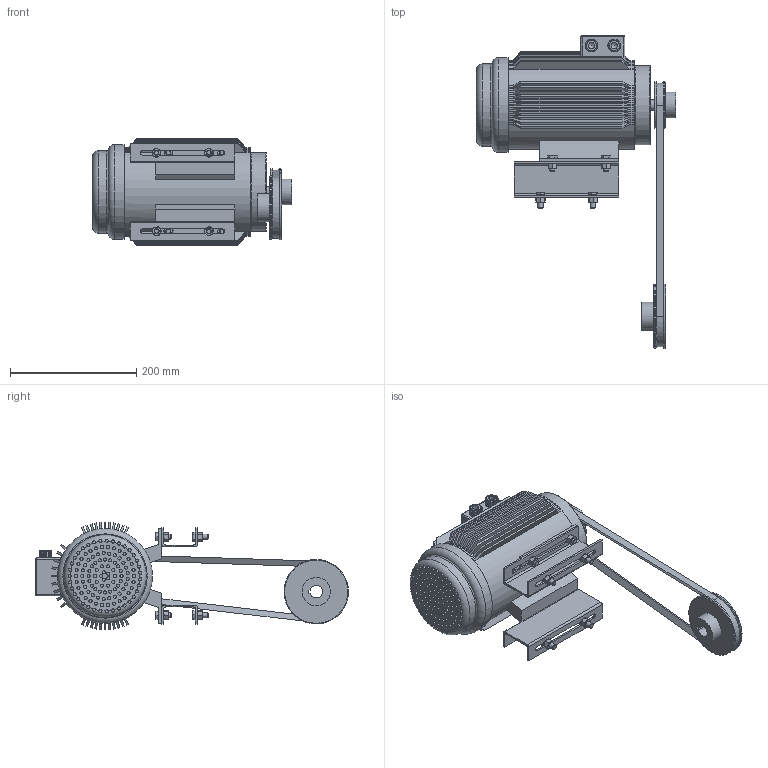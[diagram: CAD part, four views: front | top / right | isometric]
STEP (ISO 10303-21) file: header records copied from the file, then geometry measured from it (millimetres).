
FILE_DESCRIPTION(/* description */ ('STEP AP242','CAx-IF Rec.Pracs.---Representation and Presentation of Product Manufacturing Information (PMI)---4.0---2014-10-13','CAx-IF Rec.Pracs.---3D Tessellated Geometry---0.4---2014-09-14','2;1'),/* implementation_level */ '2;1');
FILE_NAME(/* name */ '67560830aebe490a25a8c823',/* time_stamp */ '2024-12-08T20:57:22Z',/* author */ (''),/* organization */ (''),/* preprocessor_version */ 'ST-DEVELOPER v20',/* originating_system */ 'ONSHAPE BY PTC INC, 1.190',/* authorisation */ ' ');
FILE_SCHEMA (('AP242_MANAGED_MODEL_BASED_3D_ENGINEERING_MIM_LF { 1 0 10303 442 1 1 4 }'));
Length unit declared in the file: metre
Products named in the file (9): Actuator Motor KD-300; hex screw gradeab_iso_ISO 4017 - M8 x 20-N; 1.1 Motor Listrik 1 Fasa; hex nut gradec_iso_ISO - 4034 - M8 - N; 1.5 Dudukan Motor Penggerak_Default<As Machined>; 1.4 Puli Poros; 1.3 Sabuk V; 1.2 Puli Motor
Assembly tree (23 placements, depth 2):
  Actuator Motor KD-300
    hex screw gradeab_iso_ISO 4017 - M8 x 20-N  x8
    1.1 Motor Listrik 1 Fasa
    hex nut gradec_iso_ISO - 4034 - M8 - N  x8
    1.5 Dudukan Motor Penggerak_Default<As Machined>  x2
    1.4 Puli Poros
    1.3 Sabuk V
    1.1 Motor Listrik 1 Fasa
    1.2 Puli Motor
Bounding box: 315 x 495.06 x 170 mm (x, y, z)
Volume: 4426304.7 mm3; surface area: 567454.4 mm2
Topology: 23 solids, 23 shells, 1017 faces, 2601 edges, 1579 vertices
Faces by surface type: plane 529, cylinder 279, cone 182, torus 21, sphere 4, bspline 2
Full cylindrical faces by diameter (mm): 5 x125, 6.8 x8, 8 x16, 10 x6, 13 x8, 16 x1, 20 x2, 32.4 x1, 37 x1, 41 x1, 45 x1, 51 x1, 73 x1, 74 x2, 79 x1, 87 x1, 102 x2, 120 x1, 125 x1, 130 x1, 140 x1, 150 x1
Entity records: 21286 total; most frequent: CARTESIAN_POINT 4530, DIRECTION 3436, ORIENTED_EDGE 3202, EDGE_CURVE 1601, AXIS2_PLACEMENT_3D 1305, VERTEX_POINT 1093, FACE_BOUND 1050, EDGE_LOOP 1048
